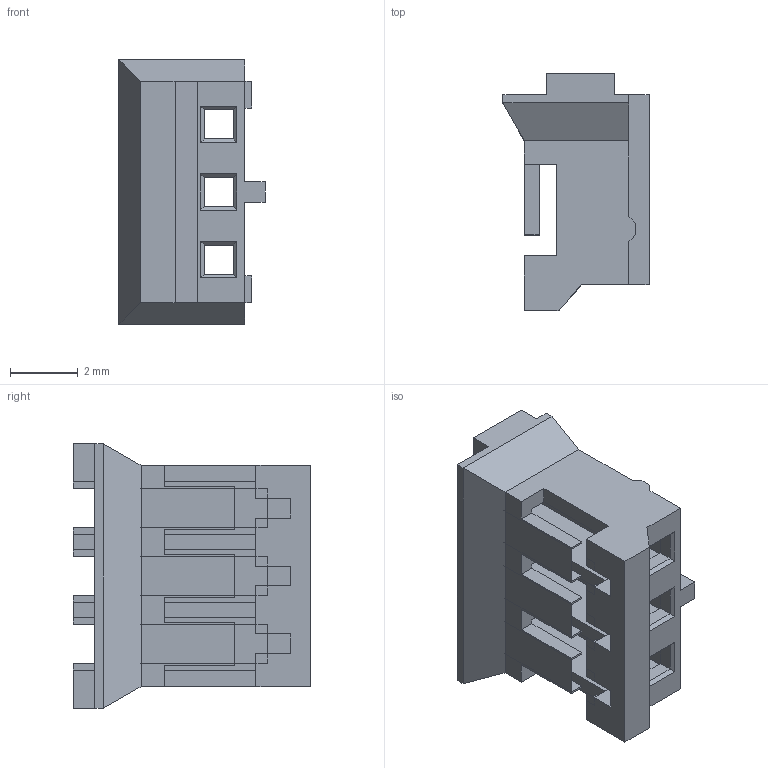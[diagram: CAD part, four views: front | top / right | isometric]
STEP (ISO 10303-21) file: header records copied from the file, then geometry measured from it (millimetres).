
FILE_DESCRIPTION (( 'STEP AP214' ), '1' );
FILE_NAME ('PHR-3.STEP', '2024-06-23T12:24:13', ( '' ), ( '' ), 'SwSTEP 2.0', 'SolidWorks 2024', '' );
FILE_SCHEMA (( 'AUTOMOTIVE_DESIGN' ));
Length unit declared in the file: millimetre
Products named in the file (1): PHR-3
Bounding box: 4.31 x 7 x 7.8 mm (x, y, z)
Volume: 63 mm3; surface area: 317.7 mm2
Topology: 1 solids, 1 shells, 154 faces, 458 edges, 300 vertices
Faces by surface type: plane 154
Entity records: 6742 total; most frequent: ORIENTED_EDGE 916, CARTESIAN_POINT 913, DIRECTION 768, EDGE_CURVE 458, VECTOR 458, LINE 458, VERTEX_POINT 300, EDGE_LOOP 160
